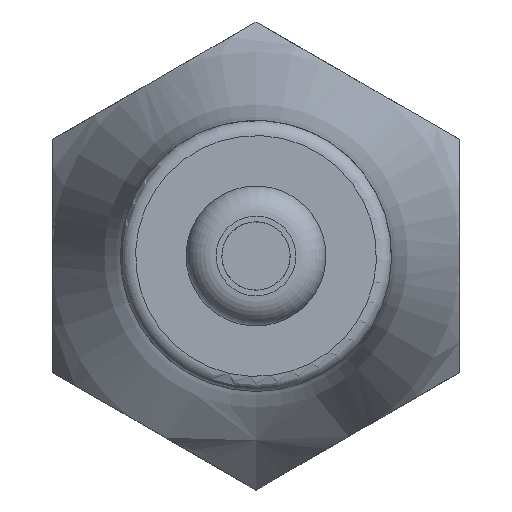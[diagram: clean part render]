
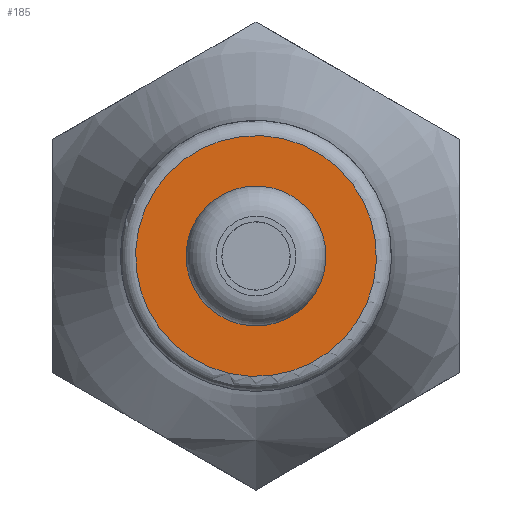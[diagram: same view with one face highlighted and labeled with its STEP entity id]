
A CAD part, front view. The second image highlights one B-rep face of the part: STEP entity #185.
In plain terms, the highlighted planar face has unit normal (0, -1, 0).
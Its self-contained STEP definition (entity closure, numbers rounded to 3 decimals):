
#185 = ADVANCED_FACE( '', ( #431, #432 ), #433, .F. );
#431 = FACE_BOUND( '', #727, .T. );
#432 = FACE_OUTER_BOUND( '', #728, .T. );
#433 = PLANE( '', #729 );
#727 = EDGE_LOOP( '', ( #1440 ) );
#728 = EDGE_LOOP( '', ( #1441 ) );
#729 = AXIS2_PLACEMENT_3D( '', #1442, #1443, #1444 );
#1440 = ORIENTED_EDGE( '', *, *, #1764, .F. );
#1441 = ORIENTED_EDGE( '', *, *, #1683, .T. );
#1442 = CARTESIAN_POINT( '', ( 0., -16.6, 0. ) );
#1443 = DIRECTION( '', ( 0., 1., 0. ) );
#1444 = DIRECTION( '', ( 0.547, 0., 0.837 ) );
#1683 = EDGE_CURVE( '', #1877, #1877, #1878, .F. );
#1764 = EDGE_CURVE( '', #2001, #2001, #2002, .T. );
#1877 = VERTEX_POINT( '', #2240 );
#1878 = CIRCLE( '', #2241, 8. );
#2001 = VERTEX_POINT( '', #2523 );
#2002 = CIRCLE( '', #2524, 4.65 );
#2240 = CARTESIAN_POINT( '', ( 4.376, -16.6, 6.697 ) );
#2241 = AXIS2_PLACEMENT_3D( '', #2989, #2990, #2991 );
#2523 = CARTESIAN_POINT( '', ( 3.893, -16.6, -2.543 ) );
#2524 = AXIS2_PLACEMENT_3D( '', #3100, #3101, #3102 );
#2989 = CARTESIAN_POINT( '', ( 0., -16.6, 0. ) );
#2990 = DIRECTION( '', ( 0., 1., 0. ) );
#2991 = DIRECTION( '', ( 0.547, 0., 0.837 ) );
#3100 = CARTESIAN_POINT( '', ( 0., -16.6, 0. ) );
#3101 = DIRECTION( '', ( 0., -1., 0. ) );
#3102 = DIRECTION( '', ( 0.837, 0., -0.547 ) );
